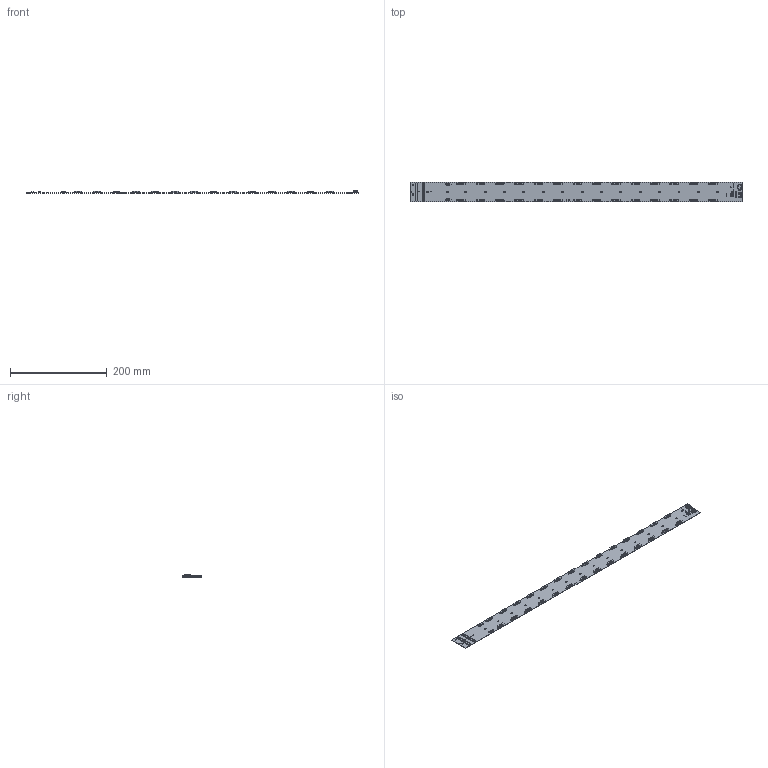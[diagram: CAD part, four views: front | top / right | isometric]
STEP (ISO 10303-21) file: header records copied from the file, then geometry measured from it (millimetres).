
FILE_DESCRIPTION(('Open CASCADE Model'),'2;1');
FILE_NAME('Open CASCADE Shape Model','2015-09-02T15:58:13',('Author'),( 'Open CASCADE'),'Open CASCADE STEP processor 6.5','Open CASCADE 6.5' ,'Unknown');
FILE_SCHEMA(('AUTOMOTIVE_DESIGN { 1 0 10303 214 1 1 1 1 }'));
Length unit declared in the file: millimetre
Products named in the file (95): PCB; BoardPOH_MB_v1.3.1; R4POH_MB_v1.3.1; 0603-R; R3POH_MB_v1.3.1; R8POH_MB_v1.3.1; R6POH_MB_v1.3.1; CON213POH_MB_v1.3.1; Samtec_FTM-107-03-x-DV-SA-simplified; CON212POH_MB_v1.3.1; CON210POH_MB_v1.3.1; CON209POH_MB_v1.3.1; CON113POH_MB_v1.3.1; CON112POH_MB_v1.3.1; CON110POH_MB_v1.3.1; CON109POH_MB_v1.3.1; CON108POH_MB_v1.3.1; CON214POH_MB_v1.3.1; CON206POH_MB_v1.3.1; CON205POH_MB_v1.3.1; CON211POH_MB_v1.3.1; CON203POH_MB_v1.3.1; CON202POH_MB_v1.3.1; CON208POH_MB_v1.3.1; CON207POH_MB_v1.3.1; CON204POH_MB_v1.3.1; CON201POH_MB_v1.3.1; CON114POH_MB_v1.3.1; CON106POH_MB_v1.3.1; CON105POH_MB_v1.3.1; CON111POH_MB_v1.3.1; CON103POH_MB_v1.3.1; CON102POH_MB_v1.3.1; CON101POH_MB_v1.3.1; CON107POH_MB_v1.3.1; CON104POH_MB_v1.3.1; R7POH_MB_v1.3.1; R5POH_MB_v1.3.1; R9POH_MB_v1.3.1; R10POH_MB_v1.3.1 ...
Assembly tree (166 placements, depth 4):
  PCB
    BoardPOH_MB_v1.3.1
    R4POH_MB_v1.3.1
      0603-R
    R3POH_MB_v1.3.1
      0603-R
    R8POH_MB_v1.3.1
      0603-R
    R6POH_MB_v1.3.1
      0603-R
    CON213POH_MB_v1.3.1
      Samtec_FTM-107-03-x-DV-SA-simplified
    CON212POH_MB_v1.3.1
      Samtec_FTM-107-03-x-DV-SA-simplified
    CON210POH_MB_v1.3.1
      Samtec_FTM-107-03-x-DV-SA-simplified
    CON209POH_MB_v1.3.1
      Samtec_FTM-107-03-x-DV-SA-simplified
    CON113POH_MB_v1.3.1
      Samtec_FTM-107-03-x-DV-SA-simplified
    CON112POH_MB_v1.3.1
      Samtec_FTM-107-03-x-DV-SA-simplified
    CON110POH_MB_v1.3.1
      Samtec_FTM-107-03-x-DV-SA-simplified
    CON109POH_MB_v1.3.1
      Samtec_FTM-107-03-x-DV-SA-simplified
    CON108POH_MB_v1.3.1
      Samtec_FTM-107-03-x-DV-SA-simplified
    CON214POH_MB_v1.3.1
      Samtec_FTM-107-03-x-DV-SA-simplified
    CON206POH_MB_v1.3.1
      Samtec_FTM-107-03-x-DV-SA-simplified
    CON205POH_MB_v1.3.1
      Samtec_FTM-107-03-x-DV-SA-simplified
    CON211POH_MB_v1.3.1
      Samtec_FTM-107-03-x-DV-SA-simplified
    CON203POH_MB_v1.3.1
      Samtec_FTM-107-03-x-DV-SA-simplified
    CON202POH_MB_v1.3.1
      Samtec_FTM-107-03-x-DV-SA-simplified
    CON208POH_MB_v1.3.1
      Samtec_FTM-107-03-x-DV-SA-simplified
    CON207POH_MB_v1.3.1
      Samtec_FTM-107-03-x-DV-SA-simplified
    CON204POH_MB_v1.3.1
      Samtec_FTM-107-03-x-DV-SA-simplified
    CON201POH_MB_v1.3.1
      Samtec_FTM-107-03-x-DV-SA-simplified
    CON114POH_MB_v1.3.1
      Samtec_FTM-107-03-x-DV-SA-simplified
    CON106POH_MB_v1.3.1
      Samtec_FTM-107-03-x-DV-SA-simplified
    CON105POH_MB_v1.3.1
      Samtec_FTM-107-03-x-DV-SA-simplified
    CON111POH_MB_v1.3.1
      Samtec_FTM-107-03-x-DV-SA-simplified
    CON103POH_MB_v1.3.1
      Samtec_FTM-107-03-x-DV-SA-simplified
    CON102POH_MB_v1.3.1
      Samtec_FTM-107-03-x-DV-SA-simplified
Bounding box: 685 x 41 x 6.74 mm (x, y, z)
Volume: 20540.6 mm3; surface area: 69666.7 mm2
Topology: 83 solids, 83 shells, 8343 faces, 21192 edges, 13198 vertices
Faces by surface type: plane 7255, cylinder 784, sphere 272, bspline 32
Full cylindrical faces by diameter (mm): 0.635 x4, 0.7 x16, 0.9 x4, 1 x56, 1.13 x56
Entity records: 84805 total; most frequent: CARTESIAN_POINT 18730, DIRECTION 11381, LINE 8200, VECTOR 8200, ORIENTED_EDGE 6388, PCURVE 6384, DEFINITIONAL_REPRESENTATION 6384, EDGE_CURVE 3192
